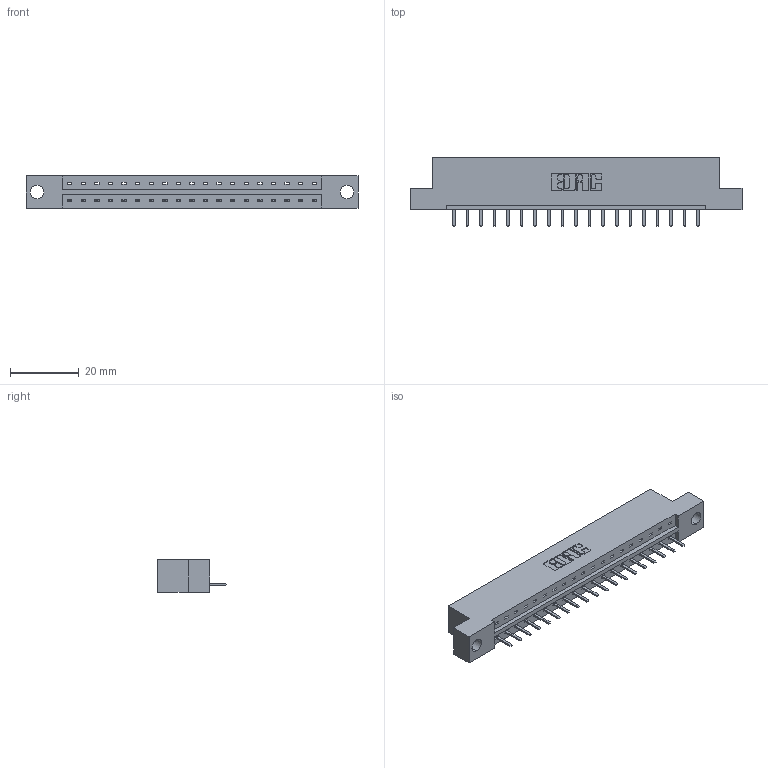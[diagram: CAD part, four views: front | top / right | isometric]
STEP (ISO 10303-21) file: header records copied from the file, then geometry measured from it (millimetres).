
FILE_DESCRIPTION (( 'STEP AP203' ), '1' );
FILE_NAME ('833-019-520-104.STEP', '2020-05-31T23:54:39', ( '' ), ( '' ), 'SwSTEP 2.0', 'SolidWorks 2020', '' );
FILE_SCHEMA (( 'CONFIG_CONTROL_DESIGN' ));
Length unit declared in the file: inch
Products named in the file (3): 345-292-001_345-293-120; 833 Part_Flush - .156 Dia - TH; 833-019-520-104
Assembly tree (20 placements, depth 2):
  833-019-520-104
    833 Part_Flush - .156 Dia - TH
    345-292-001_345-293-120  x19
Bounding box: 96.82 x 20.02 x 9.4 mm (x, y, z)
Volume: 9403 mm3; surface area: 9627 mm2
Topology: 20 solids, 20 shells, 1292 faces, 3807 edges, 2486 vertices
Faces by surface type: plane 906, cylinder 386
Entity records: 14707 total; most frequent: CARTESIAN_POINT 2559, ORIENTED_EDGE 2502, DIRECTION 2193, EDGE_CURVE 1251, VECTOR 1119, LINE 1119, VERTEX_POINT 830, AXIS2_PLACEMENT_3D 537
